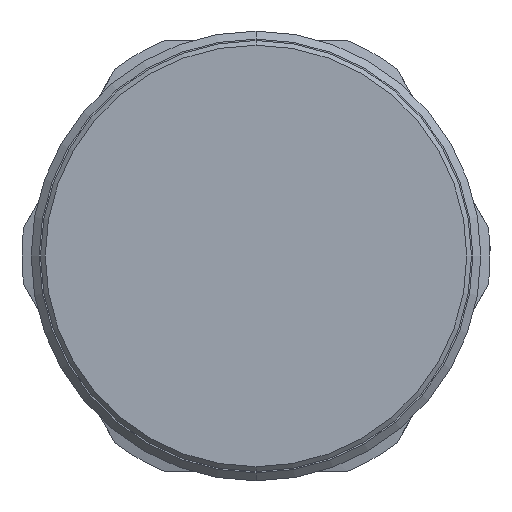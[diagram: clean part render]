
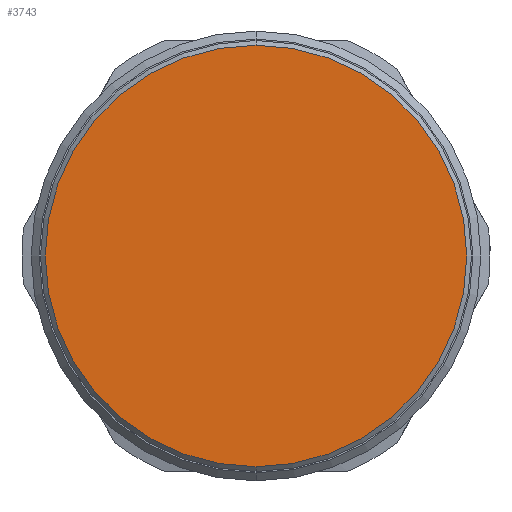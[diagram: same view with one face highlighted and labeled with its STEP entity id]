
A CAD part, front view. The second image highlights one B-rep face of the part: STEP entity #3743.
In plain terms, the highlighted planar face has unit normal (0, -1, 0).
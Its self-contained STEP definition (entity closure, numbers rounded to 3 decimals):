
#3631 = VERTEX_POINT ( 'NONE', #4579 ) ;
#3636 = VERTEX_POINT ( 'NONE', #4636 ) ;
#3660 = EDGE_CURVE ( 'NONE', #3631, #3636, #4622, .T. ) ;
#3735 = EDGE_CURVE ( 'NONE', #3636, #3631, #4761, .T. ) ;
#3736 = ORIENTED_EDGE ( 'NONE', *, *, #3735, .T. ) ;
#3737 = EDGE_LOOP ( 'NONE', ( #3736, #3784 ) ) ;
#3743 = ADVANCED_FACE ( 'NONE', ( #4752 ), #4751, .F. ) ;
#3784 = ORIENTED_EDGE ( 'NONE', *, *, #3660, .T. ) ;
#4579 = CARTESIAN_POINT ( 'NONE',  ( 0., -37.5, -22.5 ) ) ;
#4614 = DIRECTION ( 'NONE',  ( 0., 0., 1. ) ) ;
#4615 = DIRECTION ( 'NONE',  ( 0., -1., 0. ) ) ;
#4616 = CARTESIAN_POINT ( 'NONE',  ( 0., -37.5, 0. ) ) ;
#4617 = AXIS2_PLACEMENT_3D ( 'NONE', #4616, #4615, #4614 ) ;
#4622 = CIRCLE ( 'NONE', #4617, 22.5 ) ;
#4636 = CARTESIAN_POINT ( 'NONE',  ( 0., -37.5, 22.5 ) ) ;
#4747 = DIRECTION ( 'NONE',  ( 0., 0., 1. ) ) ;
#4748 = DIRECTION ( 'NONE',  ( 0., 1., 0. ) ) ;
#4749 = CARTESIAN_POINT ( 'NONE',  ( 0., -37.5, 0. ) ) ;
#4750 = AXIS2_PLACEMENT_3D ( 'NONE', #4749, #4748, #4747 ) ;
#4751 = PLANE ( 'NONE',  #4750 ) ;
#4752 = FACE_OUTER_BOUND ( 'NONE', #3737, .T. ) ;
#4758 = DIRECTION ( 'NONE',  ( 0., 0., 1. ) ) ;
#4759 = DIRECTION ( 'NONE',  ( 0., -1., 0. ) ) ;
#4760 = AXIS2_PLACEMENT_3D ( 'NONE', #4762, #4759, #4758 ) ;
#4761 = CIRCLE ( 'NONE', #4760, 22.5 ) ;
#4762 = CARTESIAN_POINT ( 'NONE',  ( 0., -37.5, 0. ) ) ;
